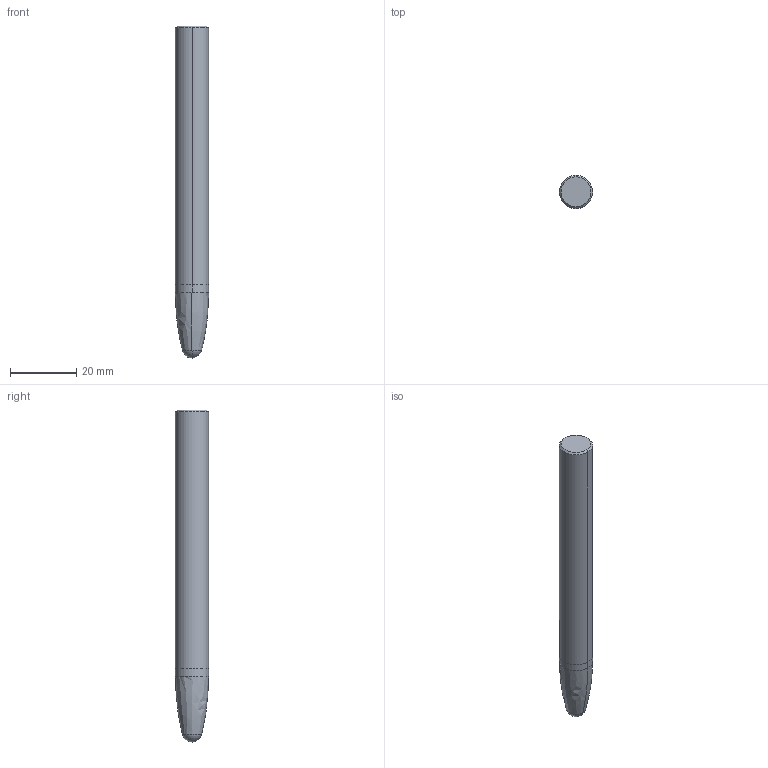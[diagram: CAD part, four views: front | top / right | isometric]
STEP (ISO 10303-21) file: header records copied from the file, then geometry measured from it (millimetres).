
FILE_DESCRIPTION(/* description */ (''),/* implementation_level */ '2;1');
FILE_NAME(/* name */ 'VQT6URR030R075S10.stp',/* time_stamp */ '2023-03-17T09:17:47+09:00',/* author */ (''),/* organization */ (''),/* preprocessor_version */ 'ST-DEVELOPER v16',/* originating_system */ 'SIEMENS PLM Software NX 10.0',/* authorisation */ '');
FILE_SCHEMA (('AUTOMOTIVE_DESIGN { 1 0 10303 214 3 1 1 1 }'));
Length unit declared in the file: millimetre
Products named in the file (1): VQT6URR030R075S10_ASM
Bounding box: 10 x 10 x 100 mm (x, y, z)
Volume: 7373.4 mm3; surface area: 3266.5 mm2
Topology: 2 solids, 2 shells, 13 faces, 29 edges, 24 vertices
Faces by surface type: cylinder 4, plane 3, bspline 2, sphere 2, cone 2
Entity records: 529 total; most frequent: CARTESIAN_POINT 119, DIRECTION 89, ORIENTED_EDGE 44, AXIS2_PLACEMENT_3D 40, EDGE_CURVE 22, CIRCLE 18, STYLED_ITEM 18, PRESENTATION_STYLE_ASSIGNMENT 18
